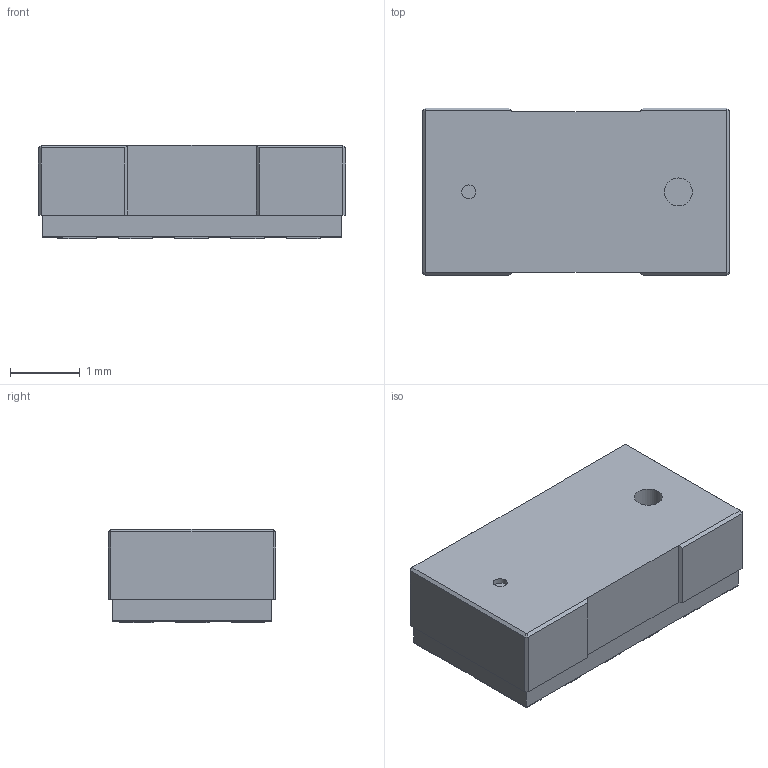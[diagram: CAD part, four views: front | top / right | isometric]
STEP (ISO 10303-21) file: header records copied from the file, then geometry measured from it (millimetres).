
FILE_DESCRIPTION(('FreeCAD Model'),'2;1');
FILE_NAME('Open CASCADE Shape Model','2023-07-27T21:56:14',(''),(''), 'Open CASCADE STEP processor 7.6','FreeCAD','Unknown');
FILE_SCHEMA(('AUTOMOTIVE_DESIGN { 1 0 10303 214 1 1 1 1 }'));
Length unit declared in the file: millimetre
Products named in the file (7): Part; Solder Mask Ext; PCB; Solder Pads; Large Sensor Cover; Small Sensor Cover; Chamfered Case
Assembly tree (6 placements, depth 2):
  Part
    Solder Mask Ext
    PCB
    Solder Pads
    Large Sensor Cover
    Small Sensor Cover
    Chamfered Case
Bounding box: 4.4 x 2.4 x 1.34 mm (x, y, z)
Volume: 13.5 mm3; surface area: 79.1 mm2
Topology: 17 solids, 17 shells, 186 faces, 434 edges, 284 vertices
Faces by surface type: plane 182, cylinder 4
Full cylindrical faces by diameter (mm): 0.2 x2, 0.4 x2
Entity records: 11081 total; most frequent: CARTESIAN_POINT 1779, DIRECTION 1696, LINE 1286, VECTOR 1286, ORIENTED_EDGE 868, PCURVE 868, DEFINITIONAL_REPRESENTATION 868, EDGE_CURVE 434
